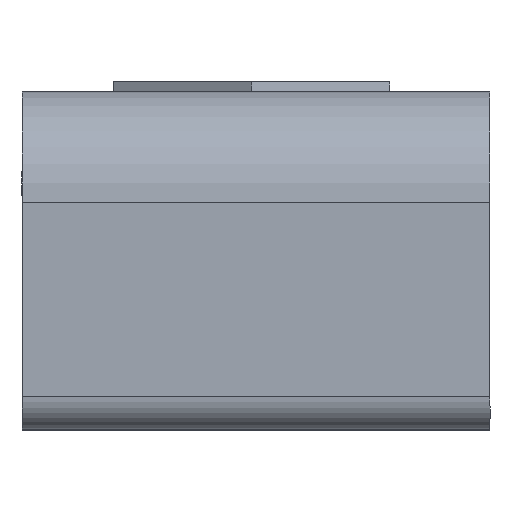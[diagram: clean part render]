
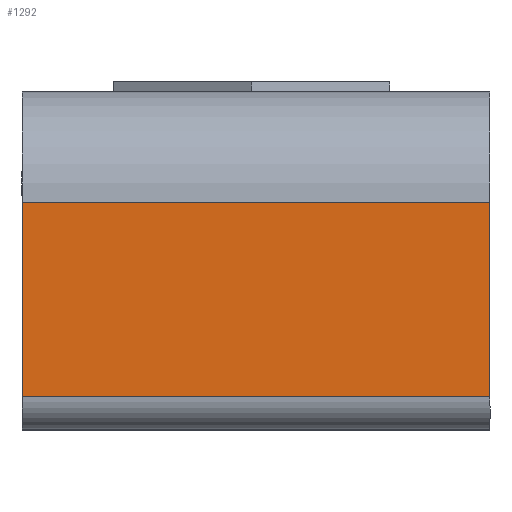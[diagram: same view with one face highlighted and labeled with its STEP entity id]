
A CAD part, top view. The second image highlights one B-rep face of the part: STEP entity #1292.
In plain terms, the highlighted planar face has unit normal (0, 0, 1).
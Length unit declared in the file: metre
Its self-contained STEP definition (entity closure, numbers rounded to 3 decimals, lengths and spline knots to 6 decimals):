
#54=PLANE('',#1418);
#190=LINE('',#2084,#317);
#191=LINE('',#2091,#318);
#198=LINE('',#2122,#325);
#199=LINE('',#2124,#326);
#317=VECTOR('',#1676,1.);
#318=VECTOR('',#1683,1.);
#325=VECTOR('',#1710,1.);
#326=VECTOR('',#1713,1.);
#581=ORIENTED_EDGE('',*,*,#849,.F.);
#582=ORIENTED_EDGE('',*,*,#868,.F.);
#583=ORIENTED_EDGE('',*,*,#852,.F.);
#584=ORIENTED_EDGE('',*,*,#869,.F.);
#849=EDGE_CURVE('',#1006,#1007,#190,.T.);
#852=EDGE_CURVE('',#1009,#1010,#191,.T.);
#868=EDGE_CURVE('',#1010,#1006,#198,.T.);
#869=EDGE_CURVE('',#1007,#1009,#199,.T.);
#1006=VERTEX_POINT('',#2083);
#1007=VERTEX_POINT('',#2085);
#1009=VERTEX_POINT('',#2090);
#1010=VERTEX_POINT('',#2092);
#1111=EDGE_LOOP('',(#581,#582,#583,#584));
#1194=FACE_BOUND('',#1111,.T.);
#1292=ADVANCED_FACE('',(#1194),#54,.F.);
#1418=AXIS2_PLACEMENT_3D('',#2123,#1711,#1712);
#1676=DIRECTION('',(1.,0.,0.));
#1683=DIRECTION('',(-1.,0.,0.));
#1710=DIRECTION('',(0.,1.,0.));
#1711=DIRECTION('',(0.,0.,-1.));
#1712=DIRECTION('',(0.,-1.,0.));
#1713=DIRECTION('',(0.,-1.,0.));
#2083=CARTESIAN_POINT('',(0.01291,-0.059089,-0.025986));
#2084=CARTESIAN_POINT('',(0.02711,-0.059089,-0.025986));
#2085=CARTESIAN_POINT('',(0.02711,-0.059089,-0.025986));
#2090=CARTESIAN_POINT('',(0.02711,-0.064988,-0.025984));
#2091=CARTESIAN_POINT('',(0.02711,-0.064988,-0.025984));
#2092=CARTESIAN_POINT('',(0.01291,-0.064988,-0.025984));
#2122=CARTESIAN_POINT('',(0.01291,-0.061299,-0.025985));
#2123=CARTESIAN_POINT('',(0.02711,-0.059089,-0.025986));
#2124=CARTESIAN_POINT('',(0.02711,-0.061299,-0.025985));
